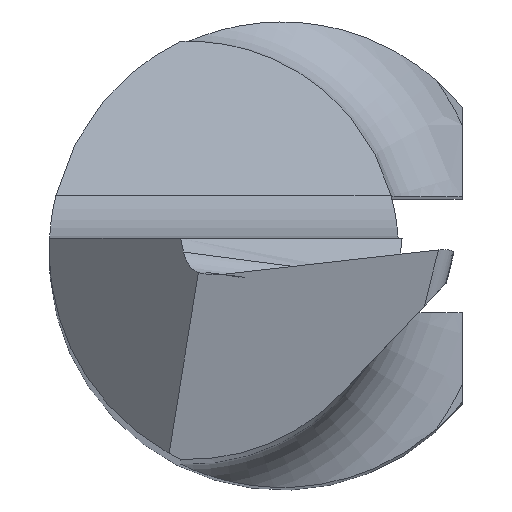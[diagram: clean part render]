
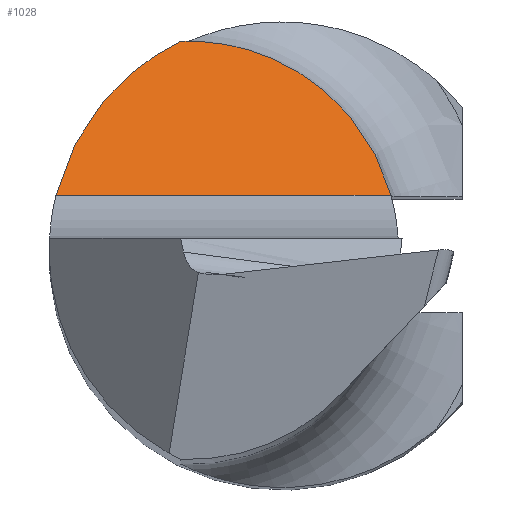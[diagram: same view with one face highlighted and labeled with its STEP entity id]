
A CAD part, top view. The second image highlights one B-rep face of the part: STEP entity #1028.
In plain terms, the highlighted planar face has unit normal (0, 0.766, 0.643).
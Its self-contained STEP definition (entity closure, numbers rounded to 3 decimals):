
#85 = CARTESIAN_POINT ( 'NONE',  ( -0.872, 1.8, 33.001 ) ) ;
#104 = VERTEX_POINT ( 'NONE', #238 ) ;
#114 =( BOUNDED_CURVE ( )  B_SPLINE_CURVE ( 3, ( #507, #145, #784, #229 ),
 .UNSPECIFIED., .F., .F. ) 
 B_SPLINE_CURVE_WITH_KNOTS ( ( 4, 4 ),
 ( 4.952, 5.832 ),
 .UNSPECIFIED. ) 
 CURVE ( )  GEOMETRIC_REPRESENTATION_ITEM ( )  RATIONAL_B_SPLINE_CURVE ( ( 1., 0.936, 0.936, 1. ) ) 
 REPRESENTATION_ITEM ( '' )  );
#145 = CARTESIAN_POINT ( 'NONE',  ( -1.799, 1.064, 33.878 ) ) ;
#146 = VERTEX_POINT ( 'NONE', #296 ) ;
#164 = CARTESIAN_POINT ( 'NONE',  ( -2., 0.474, 34.581 ) ) ;
#181 = DIRECTION ( 'NONE',  ( 0., 0.643, -0.766 ) ) ;
#224 = CARTESIAN_POINT ( 'NONE',  ( -1.943, 0.474, 34.581 ) ) ;
#229 = CARTESIAN_POINT ( 'NONE',  ( -0.872, 1.8, 33.001 ) ) ;
#230 = EDGE_CURVE ( 'NONE', #575, #104, #1023, .T. ) ;
#238 = CARTESIAN_POINT ( 'NONE',  ( 0.936, 0.474, 34.581 ) ) ;
#255 = FACE_OUTER_BOUND ( 'NONE', #437, .T. ) ;
#296 = CARTESIAN_POINT ( 'NONE',  ( -0.872, 1.8, 33.001 ) ) ;
#349 = PLANE ( 'NONE',  #593 ) ;
#431 = EDGE_CURVE ( 'NONE', #575, #146, #114, .T. ) ;
#437 = EDGE_LOOP ( 'NONE', ( #1024, #948, #1160 ) ) ;
#507 = CARTESIAN_POINT ( 'NONE',  ( -1.943, 0.474, 34.581 ) ) ;
#542 = CARTESIAN_POINT ( 'NONE',  ( -2., 0.474, 34.581 ) ) ;
#561 = VECTOR ( 'NONE', #1105, 1000. ) ;
#575 = VERTEX_POINT ( 'NONE', #224 ) ;
#593 = AXIS2_PLACEMENT_3D ( 'NONE', #542, #926, #181 ) ;
#784 = CARTESIAN_POINT ( 'NONE',  ( -1.418, 1.536, 33.316 ) ) ;
#926 = DIRECTION ( 'NONE',  ( 0., -0.766, -0.643 ) ) ;
#946 = CARTESIAN_POINT ( 'NONE',  ( 0.936, 0.474, 34.581 ) ) ;
#948 = ORIENTED_EDGE ( 'NONE', *, *, #1011, .T. ) ;
#1011 = EDGE_CURVE ( 'NONE', #104, #146, #1190, .T. ) ;
#1023 = LINE ( 'NONE', #164, #561 ) ;
#1024 = ORIENTED_EDGE ( 'NONE', *, *, #230, .T. ) ;
#1028 = ADVANCED_FACE ( 'NONE', ( #255 ), #349, .F. ) ;
#1105 = DIRECTION ( 'NONE',  ( 1., 0., 0. ) ) ;
#1111 = CARTESIAN_POINT ( 'NONE',  ( 0.001, 1.834, 32.96 ) ) ;
#1142 = CARTESIAN_POINT ( 'NONE',  ( 0.706, 1.317, 33.576 ) ) ;
#1160 = ORIENTED_EDGE ( 'NONE', *, *, #431, .F. ) ;
#1190 =( BOUNDED_CURVE ( )  B_SPLINE_CURVE ( 3, ( #946, #1142, #1111, #85 ),
 .UNSPECIFIED., .F., .F. ) 
 B_SPLINE_CURVE_WITH_KNOTS ( ( 4, 4 ),
 ( 4.979, 6.322 ),
 .UNSPECIFIED. ) 
 CURVE ( )  GEOMETRIC_REPRESENTATION_ITEM ( )  RATIONAL_B_SPLINE_CURVE ( ( 1., 0.855, 0.855, 1. ) ) 
 REPRESENTATION_ITEM ( '' )  );
